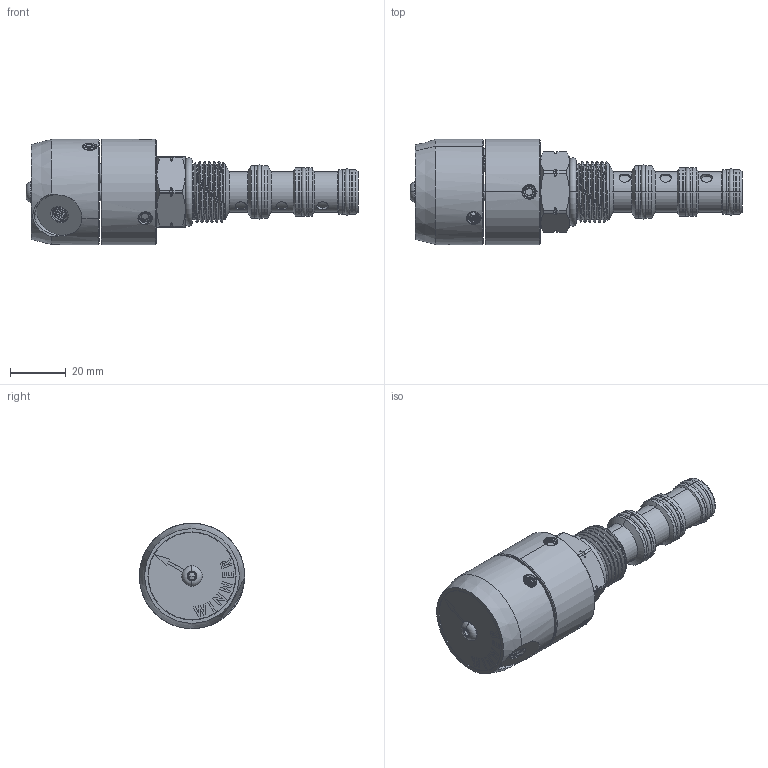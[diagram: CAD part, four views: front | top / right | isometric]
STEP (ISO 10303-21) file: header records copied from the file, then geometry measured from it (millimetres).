
FILE_DESCRIPTION (( 'STEP AP203' ), '1' );
FILE_NAME ('DR10W4A10R.STEP', '2024-06-13T01:15:04', ( '' ), ( '' ), 'SwSTEP 2.0', 'SolidWorks 2018', '' );
FILE_SCHEMA (( 'CONFIG_CONTROL_DESIGN' ));
Products named in the file (1): DR10W4A10R
Bounding box: 119.39 x 37.9 x 37.9 mm (x, y, z)
Volume: 68654.6 mm3; surface area: 19866.7 mm2
Topology: 16 solids, 16 shells, 774 faces, 1986 edges, 1266 vertices
Faces by surface type: cylinder 331, plane 206, cone 131, bspline 62, torus 26, sphere 18
Entity records: 78695 total; most frequent: CARTESIAN_POINT 61617, ORIENTED_EDGE 3852, DIRECTION 3181, EDGE_CURVE 1926, VERTEX_POINT 1242, AXIS2_PLACEMENT_3D 1225, EDGE_LOOP 848, FACE_OUTER_BOUND 774
